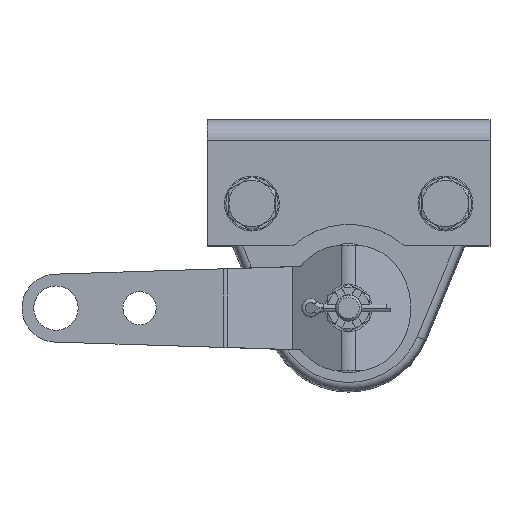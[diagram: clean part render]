
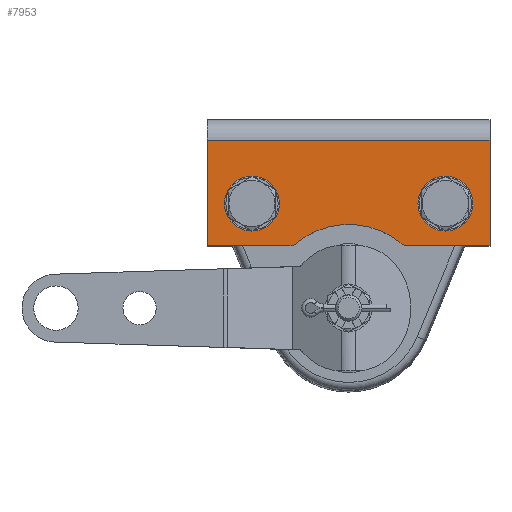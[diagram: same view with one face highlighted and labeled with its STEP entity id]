
A CAD part, top view. The second image highlights one B-rep face of the part: STEP entity #7953.
In plain terms, the highlighted planar face has unit normal (0, 0, 1).
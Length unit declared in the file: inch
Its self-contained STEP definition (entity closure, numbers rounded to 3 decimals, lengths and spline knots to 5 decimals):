
#111 = EDGE_LOOP ( 'NONE', ( #16412 ) ) ;
#186 = LINE ( 'NONE', #8974, #19873 ) ;
#253 = CARTESIAN_POINT ( 'NONE',  ( -1.156, 1.578, 1.0925 ) ) ;
#315 = ORIENTED_EDGE ( 'NONE', *, *, #7422, .T. ) ;
#1456 = VERTEX_POINT ( 'NONE', #7360 ) ;
#1725 = VERTEX_POINT ( 'NONE', #11392 ) ;
#1731 = CARTESIAN_POINT ( 'NONE',  ( -1.69, 0.7465, 1.0925 ) ) ;
#1900 = VERTEX_POINT ( 'NONE', #253 ) ;
#2660 = VERTEX_POINT ( 'NONE', #14194 ) ;
#2892 = CARTESIAN_POINT ( 'NONE',  ( -1.69, 2.0065, 1.0925 ) ) ;
#3072 = AXIS2_PLACEMENT_3D ( 'NONE', #13484, #16883, #9970 ) ;
#3157 = LINE ( 'NONE', #20174, #5017 ) ;
#3160 = FACE_BOUND ( 'NONE', #20097, .T. ) ;
#3226 = DIRECTION ( 'NONE',  ( 1., 0., 0. ) ) ;
#3269 = FACE_OUTER_BOUND ( 'NONE', #12734, .T. ) ;
#3633 = AXIS2_PLACEMENT_3D ( 'NONE', #18013, #6377, #4522 ) ;
#3961 = VECTOR ( 'NONE', #4264, 39.37008 ) ;
#4012 = VERTEX_POINT ( 'NONE', #18992 ) ;
#4264 = DIRECTION ( 'NONE',  ( 0., 1., 0. ) ) ;
#4522 = DIRECTION ( 'NONE',  ( 0., 1., 0. ) ) ;
#4797 = ORIENTED_EDGE ( 'NONE', *, *, #15416, .F. ) ;
#5017 = VECTOR ( 'NONE', #13268, 39.37008 ) ;
#5151 = DIRECTION ( 'NONE',  ( 0., 1., 0. ) ) ;
#5317 = DIRECTION ( 'NONE',  ( 0., 0., 1. ) ) ;
#6377 = DIRECTION ( 'NONE',  ( 0., 0., 1. ) ) ;
#6677 = PLANE ( 'NONE',  #3072 ) ;
#6887 = EDGE_CURVE ( 'NONE', #17415, #1456, #186, .T. ) ;
#6931 = VECTOR ( 'NONE', #9468, 39.37008 ) ;
#7259 = CARTESIAN_POINT ( 'NONE',  ( -1.69, 2.0065, 1.0925 ) ) ;
#7360 = CARTESIAN_POINT ( 'NONE',  ( 1.69, 2.0065, 1.0925 ) ) ;
#7422 = EDGE_CURVE ( 'NONE', #1725, #17415, #16053, .T. ) ;
#7953 = ADVANCED_FACE ( 'NONE', ( #3160, #9860, #3269 ), #6677, .F. ) ;
#8921 = CIRCLE ( 'NONE', #13479, 0.328 ) ;
#8930 = DIRECTION ( 'NONE',  ( 0., 0., 1. ) ) ;
#8974 = CARTESIAN_POINT ( 'NONE',  ( 1.69, 2.0065, 1.0925 ) ) ;
#9269 = VECTOR ( 'NONE', #3226, 39.37008 ) ;
#9468 = DIRECTION ( 'NONE',  ( 1., 0., 0. ) ) ;
#9617 = AXIS2_PLACEMENT_3D ( 'NONE', #13558, #5317, #16846 ) ;
#9860 = FACE_BOUND ( 'NONE', #111, .T. ) ;
#9970 = DIRECTION ( 'NONE',  ( -1., 0., 0. ) ) ;
#10132 = ORIENTED_EDGE ( 'NONE', *, *, #13509, .F. ) ;
#10869 = LINE ( 'NONE', #7259, #3961 ) ;
#11331 = CARTESIAN_POINT ( 'NONE',  ( -1.69, 0.7465, 1.0925 ) ) ;
#11392 = CARTESIAN_POINT ( 'NONE',  ( 0.66539, 0.7465, 1.0925 ) ) ;
#11662 = ORIENTED_EDGE ( 'NONE', *, *, #11687, .T. ) ;
#11687 = EDGE_CURVE ( 'NONE', #14393, #4012, #3157, .T. ) ;
#12196 = EDGE_CURVE ( 'NONE', #1900, #1900, #18720, .T. ) ;
#12211 = ORIENTED_EDGE ( 'NONE', *, *, #6887, .T. ) ;
#12734 = EDGE_LOOP ( 'NONE', ( #11662, #16200, #315, #12211, #4797, #10132 ) ) ;
#13268 = DIRECTION ( 'NONE',  ( 1., 0., 0. ) ) ;
#13479 = AXIS2_PLACEMENT_3D ( 'NONE', #20775, #8930, #20995 ) ;
#13484 = CARTESIAN_POINT ( 'NONE',  ( -1.69, 2.0065, 1.0925 ) ) ;
#13509 = EDGE_CURVE ( 'NONE', #14393, #13610, #10869, .T. ) ;
#13558 = CARTESIAN_POINT ( 'NONE',  ( 0., 0., 1.0925 ) ) ;
#13610 = VERTEX_POINT ( 'NONE', #19585 ) ;
#14194 = CARTESIAN_POINT ( 'NONE',  ( 1.156, 1.578, 1.0925 ) ) ;
#14393 = VERTEX_POINT ( 'NONE', #1731 ) ;
#15416 = EDGE_CURVE ( 'NONE', #13610, #1456, #18265, .T. ) ;
#15456 = EDGE_CURVE ( 'NONE', #1725, #4012, #16620, .T. ) ;
#15568 = EDGE_CURVE ( 'NONE', #2660, #2660, #8921, .T. ) ;
#16053 = LINE ( 'NONE', #11331, #6931 ) ;
#16200 = ORIENTED_EDGE ( 'NONE', *, *, #15456, .F. ) ;
#16412 = ORIENTED_EDGE ( 'NONE', *, *, #12196, .F. ) ;
#16620 = CIRCLE ( 'NONE', #9617, 1. ) ;
#16846 = DIRECTION ( 'NONE',  ( 0., 1., 0. ) ) ;
#16883 = DIRECTION ( 'NONE',  ( 0., 0., -1. ) ) ;
#17415 = VERTEX_POINT ( 'NONE', #18877 ) ;
#17917 = ORIENTED_EDGE ( 'NONE', *, *, #15568, .F. ) ;
#18013 = CARTESIAN_POINT ( 'NONE',  ( -1.156, 1.25, 1.0925 ) ) ;
#18265 = LINE ( 'NONE', #2892, #9269 ) ;
#18720 = CIRCLE ( 'NONE', #3633, 0.328 ) ;
#18877 = CARTESIAN_POINT ( 'NONE',  ( 1.69, 0.7465, 1.0925 ) ) ;
#18992 = CARTESIAN_POINT ( 'NONE',  ( -0.66539, 0.7465, 1.0925 ) ) ;
#19585 = CARTESIAN_POINT ( 'NONE',  ( -1.69, 2.0065, 1.0925 ) ) ;
#19873 = VECTOR ( 'NONE', #5151, 39.37008 ) ;
#20097 = EDGE_LOOP ( 'NONE', ( #17917 ) ) ;
#20174 = CARTESIAN_POINT ( 'NONE',  ( -1.69, 0.7465, 1.0925 ) ) ;
#20775 = CARTESIAN_POINT ( 'NONE',  ( 1.156, 1.25, 1.0925 ) ) ;
#20995 = DIRECTION ( 'NONE',  ( 0., 1., 0. ) ) ;
